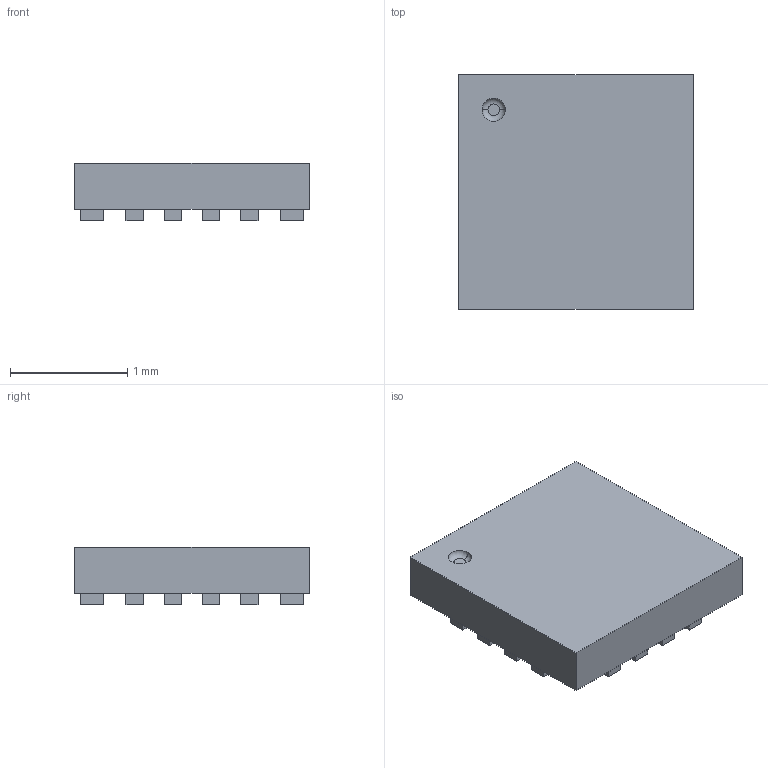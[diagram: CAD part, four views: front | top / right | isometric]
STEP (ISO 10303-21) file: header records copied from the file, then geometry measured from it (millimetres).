
FILE_DESCRIPTION(('FreeCAD Model'),'2;1');
FILE_NAME('LGA16R50P4X4_200X200X100.step','2018-08-08T13:40:31',('kicad StepUp'),('ksu MCAD'), 'Open CASCADE STEP processor 7.2','FreeCAD','Unknown');
FILE_SCHEMA(('AUTOMOTIVE_DESIGN { 1 0 10303 214 1 1 1 1 }'));
Length unit declared in the file: millimetre
Products named in the file (1): LGA16R50P4X4_200X200X100
Bounding box: 2 x 2 x 0.49 mm (x, y, z)
Volume: 1.6 mm3; surface area: 12.3 mm2
Topology: 1 solids, 1 shells, 89 faces, 210 edges, 140 vertices
Faces by surface type: plane 87, torus 2
Entity records: 3146 total; most frequent: CARTESIAN_POINT 440, ORIENTED_EDGE 420, DIRECTION 396, EDGE_CURVE 210, LINE 204, VECTOR 204, VERTEX_POINT 140, FACE_BOUND 106
